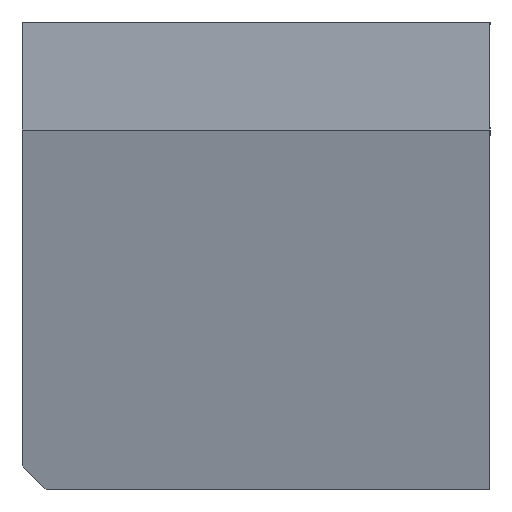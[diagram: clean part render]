
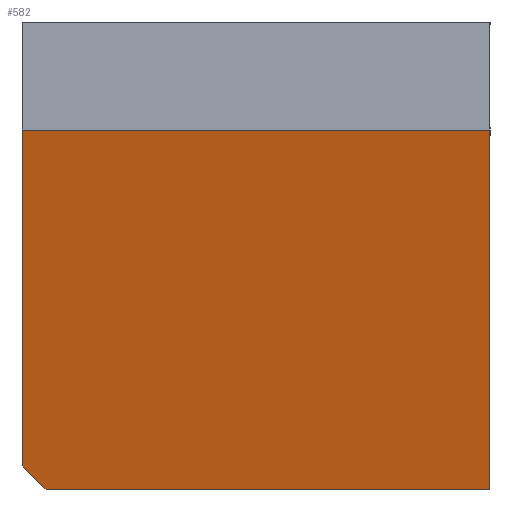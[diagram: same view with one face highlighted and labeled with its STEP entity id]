
A CAD part, left-side view. The second image highlights one B-rep face of the part: STEP entity #582.
In plain terms, the highlighted planar face has unit normal (-0.943, 0.334, 0).
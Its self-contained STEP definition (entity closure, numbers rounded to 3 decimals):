
#582=ADVANCED_FACE('NONE',(#1425),#1426,.F.);
#1425=FACE_OUTER_BOUND('',#2514,.T.);
#1426=PLANE('',#2515);
#2514=EDGE_LOOP('',(#4733,#4734,#4735,#4736,#4737));
#2515=AXIS2_PLACEMENT_3D('',#4738,#4739,#4740);
#4733=ORIENTED_EDGE('',*,*,#7450,.T.);
#4734=ORIENTED_EDGE('',*,*,#7681,.T.);
#4735=ORIENTED_EDGE('',*,*,#7682,.T.);
#4736=ORIENTED_EDGE('',*,*,#7430,.F.);
#4737=ORIENTED_EDGE('',*,*,#7683,.T.);
#4738=CARTESIAN_POINT('',(-6.916,-19.5,39.0));
#4739=DIRECTION('',(0.942,-0.334,0.0));
#4740=DIRECTION('',(0.0,0.0,-1.0));
#7430=EDGE_CURVE('NONE',#9325,#9327,#9328,.T.);
#7450=EDGE_CURVE('NONE',#9353,#9351,#9354,.T.);
#7681=EDGE_CURVE('NONE',#9351,#9737,#9738,.T.);
#7682=EDGE_CURVE('NONE',#9737,#9327,#9739,.T.);
#7683=EDGE_CURVE('NONE',#9325,#9353,#9740,.T.);
#9325=VERTEX_POINT('NONE',#11940);
#9327=VERTEX_POINT('NONE',#11943);
#9328=LINE('',#11944,#11945);
#9351=VERTEX_POINT('NONE',#11974);
#9353=VERTEX_POINT('NONE',#11977);
#9354=LINE('',#11978,#11979);
#9737=VERTEX_POINT('NONE',#12589);
#9738=LINE('',#12590,#12591);
#9739=LINE('',#12592,#12593);
#9740=LINE('',#12594,#12595);
#11940=CARTESIAN_POINT('',(-6.916,-19.5,30.0));
#11943=CARTESIAN_POINT('',(-6.916,-19.5,0.0));
#11944=CARTESIAN_POINT('',(-6.916,-19.5,39.0));
#11945=VECTOR('',#13873,1000.0);
#11974=CARTESIAN_POINT('',(6.916,19.5,2.));
#11977=CARTESIAN_POINT('',(6.916,19.5,30.0));
#11978=CARTESIAN_POINT('',(6.916,19.5,39.0));
#11979=VECTOR('',#13911,1000.0);
#12589=CARTESIAN_POINT('',(6.207,17.5,0.0));
#12590=CARTESIAN_POINT('',(6.916,19.5,2.));
#12591=VECTOR('',#14145,1000.0);
#12592=CARTESIAN_POINT('',(-6.916,-19.5,0.0));
#12593=VECTOR('',#14146,1000.0);
#12594=CARTESIAN_POINT('',(-6.916,-19.5,30.0));
#12595=VECTOR('',#14147,1000.0);
#13873=DIRECTION('',(-0.0,-0.0,-1.0));
#13911=DIRECTION('',(-0.0,-0.0,-1.0));
#14145=DIRECTION('',(-0.243,-0.686,-0.686));
#14146=DIRECTION('',(-0.334,-0.942,-0.0));
#14147=DIRECTION('',(0.334,0.942,0.0));
